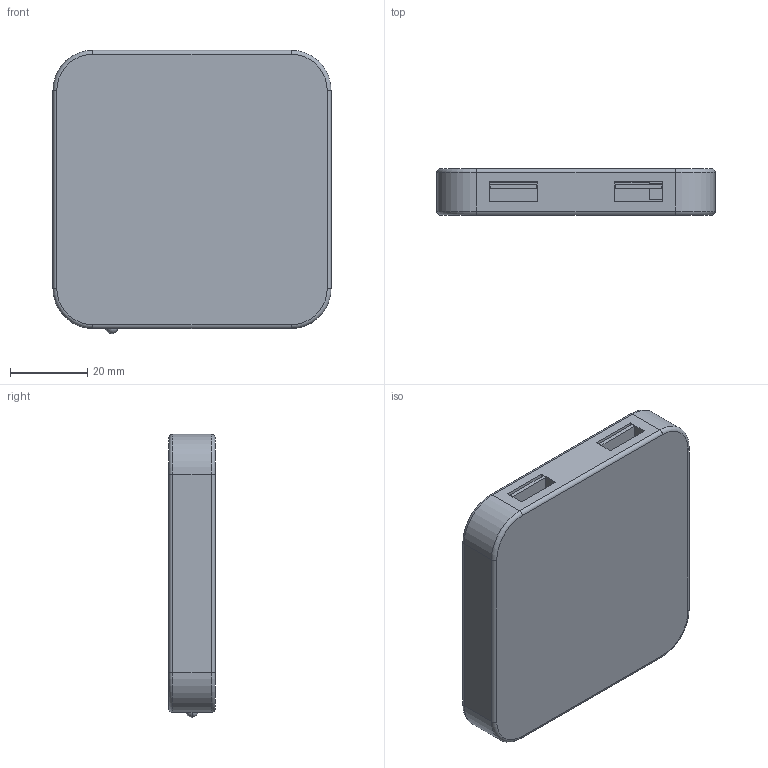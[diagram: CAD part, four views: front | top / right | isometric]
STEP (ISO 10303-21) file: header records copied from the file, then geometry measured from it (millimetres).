
FILE_DESCRIPTION (( 'STEP AP214' ), '1' );
FILE_NAME ('ORICO U3BCH4 USB Hub.STEP', '2015-04-10T12:30:24', ( '' ), ( '' ), 'SwSTEP 2.0', 'SolidWorks 2014', '' );
FILE_SCHEMA (( 'AUTOMOTIVE_DESIGN' ));
Length unit declared in the file: millimetre
Products named in the file (1): ORICO U3BCH4 USB Hub
Bounding box: 72 x 12 x 73.32 mm (x, y, z)
Volume: 57230.9 mm3; surface area: 18228.8 mm2
Topology: 2 solids, 2 shells, 245 faces, 629 edges, 413 vertices
Faces by surface type: plane 144, bspline 69, cylinder 18, torus 12, sphere 2
Entity records: 11692 total; most frequent: CARTESIAN_POINT 6021, ORIENTED_EDGE 1258, DIRECTION 901, EDGE_CURVE 629, LINE 435, VECTOR 435, VERTEX_POINT 413, EDGE_LOOP 272
